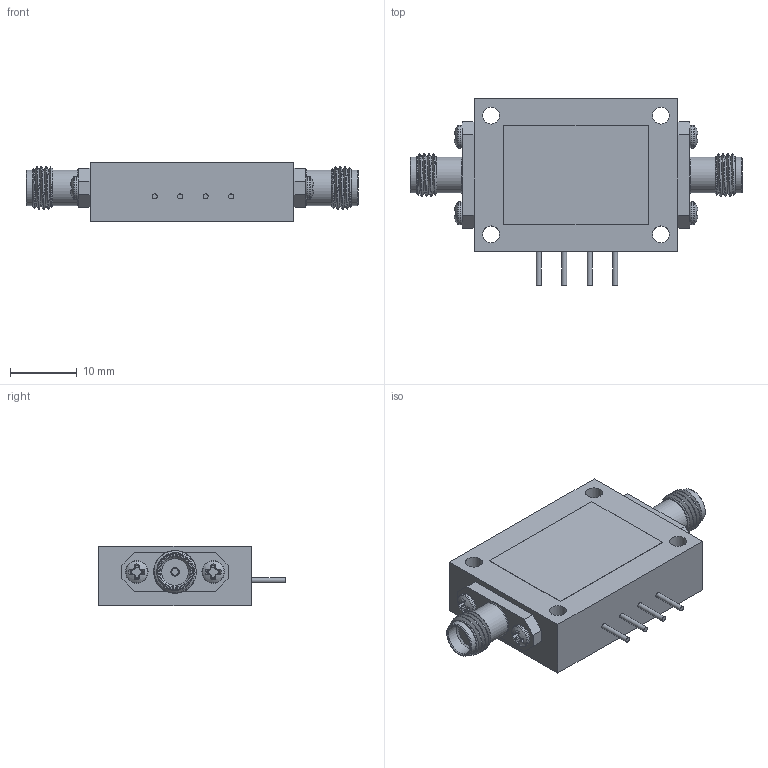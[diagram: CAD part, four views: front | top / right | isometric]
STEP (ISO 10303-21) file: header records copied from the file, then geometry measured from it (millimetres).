
FILE_DESCRIPTION (( 'STEP AP203' ), '1' );
FILE_NAME ('PE71S6209_3D.step', '2021-08-12T15:13:07', ( '' ), ( '' ), 'SwSTEP 2.0', 'SolidWorks 2021', '' );
FILE_SCHEMA (( 'CONFIG_CONTROL_DESIGN' ));
Length unit declared in the file: inch
Products named in the file (1): PE71S6209_3D
Bounding box: 49.63 x 27.94 x 8.94 mm (x, y, z)
Volume: 6642 mm3; surface area: 3478.6 mm2
Topology: 1 solids, 9 shells, 305 faces, 757 edges, 503 vertices
Faces by surface type: plane 135, cylinder 116, cone 26, bspline 14, torus 10, sphere 4
Full cylindrical faces by diameter (mm): 0.737 x2, 0.762 x4, 1.016 x4, 1.27 x4, 1.854 x4, 2.54 x4, 3.393 x4, 4.521 x2, 5.08 x2, 5.334 x4
Entity records: 15675 total; most frequent: CARTESIAN_POINT 8992, ORIENTED_EDGE 1392, DIRECTION 1264, EDGE_CURVE 696, AXIS2_PLACEMENT_3D 504, VERTEX_POINT 492, EDGE_LOOP 400, FACE_OUTER_BOUND 353
